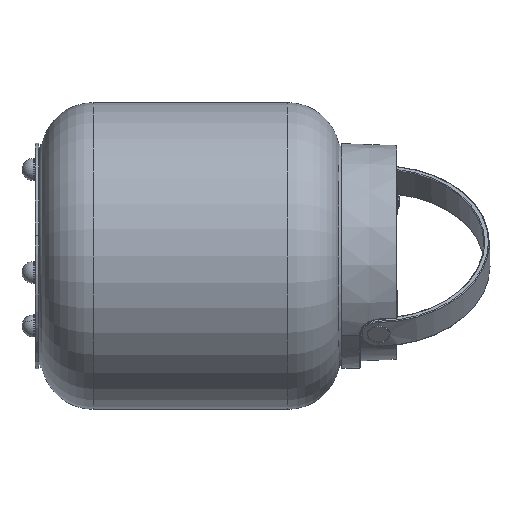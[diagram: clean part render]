
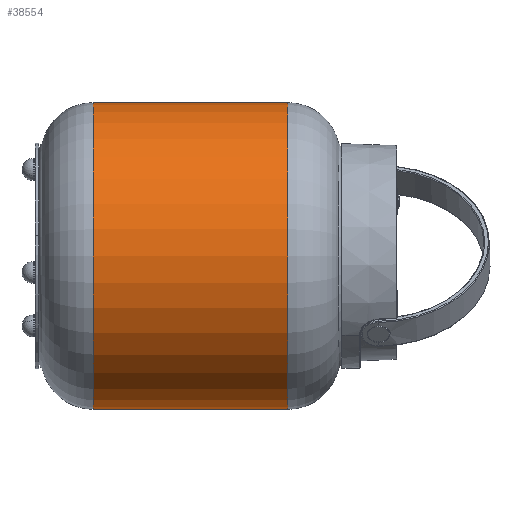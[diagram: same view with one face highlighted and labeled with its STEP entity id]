
A CAD part, left-side view. The second image highlights one B-rep face of the part: STEP entity #38554.
In plain terms, the highlighted cylindrical face has radius 83.5 mm (diameter 167 mm), a partial arc.
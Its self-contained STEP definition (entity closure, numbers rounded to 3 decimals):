
#730 = DIRECTION ( 'NONE',  ( 0., 0., -1. ) ) ;
#2323 = LINE ( 'NONE', #19059, #47023 ) ;
#10210 = ORIENTED_EDGE ( 'NONE', *, *, #32843, .T. ) ;
#11114 = CARTESIAN_POINT ( 'NONE',  ( 0., 0., 0. ) ) ;
#11770 = DIRECTION ( 'NONE',  ( 0., -1., 0. ) ) ;
#11869 = CARTESIAN_POINT ( 'NONE',  ( 0., 24.495, 0. ) ) ;
#13493 = AXIS2_PLACEMENT_3D ( 'NONE', #11869, #22933, #23256 ) ;
#14771 = DIRECTION ( 'NONE',  ( 0., 0., -1. ) ) ;
#15754 = CARTESIAN_POINT ( 'NONE',  ( 0., 130.505, 0. ) ) ;
#15853 = LINE ( 'NONE', #31239, #26839 ) ;
#19059 = CARTESIAN_POINT ( 'NONE',  ( 0., 0., 83.5 ) ) ;
#20281 = ORIENTED_EDGE ( 'NONE', *, *, #55759, .F. ) ;
#22933 = DIRECTION ( 'NONE',  ( 0., -1., 0. ) ) ;
#23158 = VERTEX_POINT ( 'NONE', #43505 ) ;
#23256 = DIRECTION ( 'NONE',  ( 0., 0., -1. ) ) ;
#25468 = ORIENTED_EDGE ( 'NONE', *, *, #45519, .F. ) ;
#26059 = ORIENTED_EDGE ( 'NONE', *, *, #59991, .T. ) ;
#26839 = VECTOR ( 'NONE', #51694, 1000. ) ;
#30823 = AXIS2_PLACEMENT_3D ( 'NONE', #11114, #11770, #730 ) ;
#31239 = CARTESIAN_POINT ( 'NONE',  ( 0., 0., -83.5 ) ) ;
#31657 = CIRCLE ( 'NONE', #13493, 83.5 ) ;
#32843 = EDGE_CURVE ( 'NONE', #47878, #52162, #48776, .T. ) ;
#35294 = EDGE_LOOP ( 'NONE', ( #20281, #10210, #26059, #25468 ) ) ;
#38105 = AXIS2_PLACEMENT_3D ( 'NONE', #15754, #45260, #14771 ) ;
#38554 = ADVANCED_FACE ( 'NONE', ( #47610 ), #46617, .T. ) ;
#39486 = DIRECTION ( 'NONE',  ( 0., -1., 0. ) ) ;
#43505 = CARTESIAN_POINT ( 'NONE',  ( 0., 24.495, 83.5 ) ) ;
#45260 = DIRECTION ( 'NONE',  ( 0., -1., 0. ) ) ;
#45519 = EDGE_CURVE ( 'NONE', #23158, #61600, #31657, .T. ) ;
#46617 = CYLINDRICAL_SURFACE ( 'NONE', #30823, 83.5 ) ;
#47023 = VECTOR ( 'NONE', #39486, 1000. ) ;
#47610 = FACE_OUTER_BOUND ( 'NONE', #35294, .T. ) ;
#47878 = VERTEX_POINT ( 'NONE', #51048 ) ;
#48776 = CIRCLE ( 'NONE', #38105, 83.5 ) ;
#50420 = CARTESIAN_POINT ( 'NONE',  ( 0., 24.495, -83.5 ) ) ;
#51048 = CARTESIAN_POINT ( 'NONE',  ( 0., 130.505, 83.5 ) ) ;
#51694 = DIRECTION ( 'NONE',  ( 0., -1., 0. ) ) ;
#52162 = VERTEX_POINT ( 'NONE', #55264 ) ;
#55264 = CARTESIAN_POINT ( 'NONE',  ( 0., 130.505, -83.5 ) ) ;
#55759 = EDGE_CURVE ( 'NONE', #47878, #23158, #2323, .T. ) ;
#59991 = EDGE_CURVE ( 'NONE', #52162, #61600, #15853, .T. ) ;
#61600 = VERTEX_POINT ( 'NONE', #50420 ) ;
